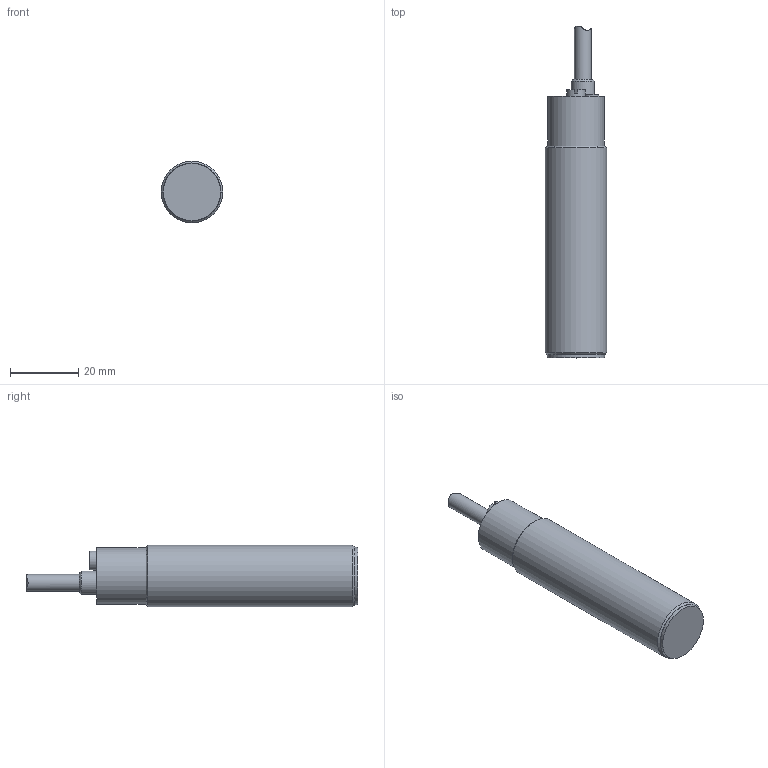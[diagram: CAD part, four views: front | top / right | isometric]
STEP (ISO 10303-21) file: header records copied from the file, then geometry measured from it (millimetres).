
FILE_DESCRIPTION(/* description */ (''),/* implementation_level */ '2;1');
FILE_NAME(/* name */ 'KA1502_Shrinkwrap_1.stp',/* time_stamp */ '2022-01-19T14:10:15+01:00',/* author */ ('Krieger Anja'),/* organization */ (''),/* preprocessor_version */ 'ST-DEVELOPER v18.1',/* originating_system */ 'Autodesk Inventor 2021',/* authorisation */ '');
FILE_SCHEMA (('AUTOMOTIVE_DESIGN { 1 0 10303 214 3 1 1 }'));
Length unit declared in the file: millimetre
Products named in the file (1): KA1502_Shrinkwrap_1
Bounding box: 18 x 97.13 x 18 mm (x, y, z)
Volume: 6985.8 mm3; surface area: 12550.4 mm2
Topology: 2 solids, 2 shells, 51 faces, 98 edges, 65 vertices
Faces by surface type: cylinder 21, plane 21, cone 7, torus 2
Full cylindrical faces by diameter (mm): 3 x2, 3.1 x1, 4 x1, 4.9 x1, 5 x1, 5.1 x1, 5.5 x1, 6.8 x1, 14.3 x1, 15 x2, 15.2 x2, 15.4 x1, 15.5 x1, 16.5 x1, 16.8 x1, 18 x1
Entity records: 1505 total; most frequent: CARTESIAN_POINT 274, DIRECTION 255, ORIENTED_EDGE 194, AXIS2_PLACEMENT_3D 110, EDGE_CURVE 97, EDGE_LOOP 66, VERTEX_POINT 65, CIRCLE 58
